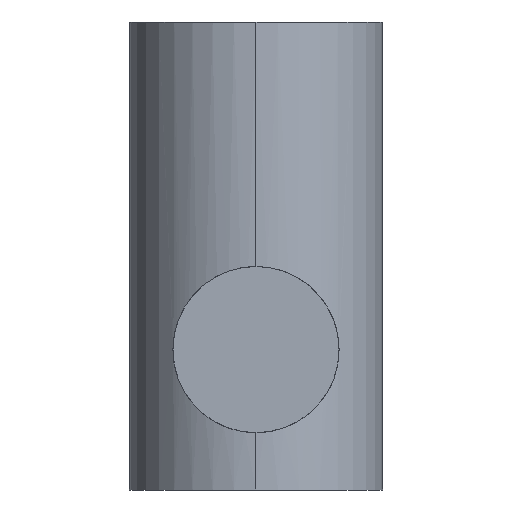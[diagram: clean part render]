
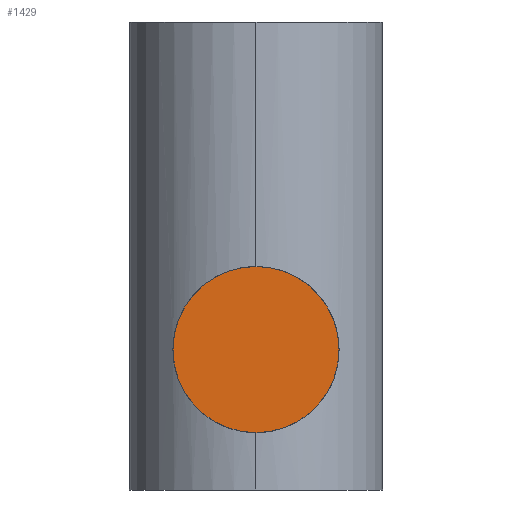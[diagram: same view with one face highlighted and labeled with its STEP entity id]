
A CAD part, left-side view. The second image highlights one B-rep face of the part: STEP entity #1429.
In plain terms, the highlighted planar face has unit normal (-1, 0, 0).
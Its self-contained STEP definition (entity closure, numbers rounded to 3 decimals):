
#30 = DIRECTION ( 'NONE',  ( 1., 0., 0. ) ) ;
#32 = CIRCLE ( 'NONE', #1008, 3.55 ) ;
#166 = VERTEX_POINT ( 'NONE', #1697 ) ;
#178 = AXIS2_PLACEMENT_3D ( 'NONE', #1487, #627, #770 ) ;
#183 = DIRECTION ( 'NONE',  ( 0., 0., -1. ) ) ;
#285 = VERTEX_POINT ( 'NONE', #339 ) ;
#339 = CARTESIAN_POINT ( 'NONE',  ( -49.5, 0., 3.55 ) ) ;
#359 = ORIENTED_EDGE ( 'NONE', *, *, #1388, .F. ) ;
#484 = ORIENTED_EDGE ( 'NONE', *, *, #1146, .F. ) ;
#627 = DIRECTION ( 'NONE',  ( -1., 0., 0. ) ) ;
#744 = FACE_OUTER_BOUND ( 'NONE', #1134, .T. ) ;
#753 = CARTESIAN_POINT ( 'NONE',  ( -49.5, 0., 0. ) ) ;
#770 = DIRECTION ( 'NONE',  ( 0., 0., 1. ) ) ;
#788 = DIRECTION ( 'NONE',  ( 1., 0., 0. ) ) ;
#966 = CIRCLE ( 'NONE', #1593, 3.55 ) ;
#1008 = AXIS2_PLACEMENT_3D ( 'NONE', #1627, #788, #183 ) ;
#1134 = EDGE_LOOP ( 'NONE', ( #359, #484 ) ) ;
#1146 = EDGE_CURVE ( 'NONE', #285, #166, #966, .T. ) ;
#1328 = PLANE ( 'NONE',  #178 ) ;
#1388 = EDGE_CURVE ( 'NONE', #166, #285, #32, .T. ) ;
#1429 = ADVANCED_FACE ( 'NONE', ( #744 ), #1328, .T. ) ;
#1434 = DIRECTION ( 'NONE',  ( 0., 0., -1. ) ) ;
#1487 = CARTESIAN_POINT ( 'NONE',  ( -49.5, 1.025, 0. ) ) ;
#1593 = AXIS2_PLACEMENT_3D ( 'NONE', #753, #30, #1434 ) ;
#1627 = CARTESIAN_POINT ( 'NONE',  ( -49.5, 0., 0. ) ) ;
#1697 = CARTESIAN_POINT ( 'NONE',  ( -49.5, 0., -3.55 ) ) ;
